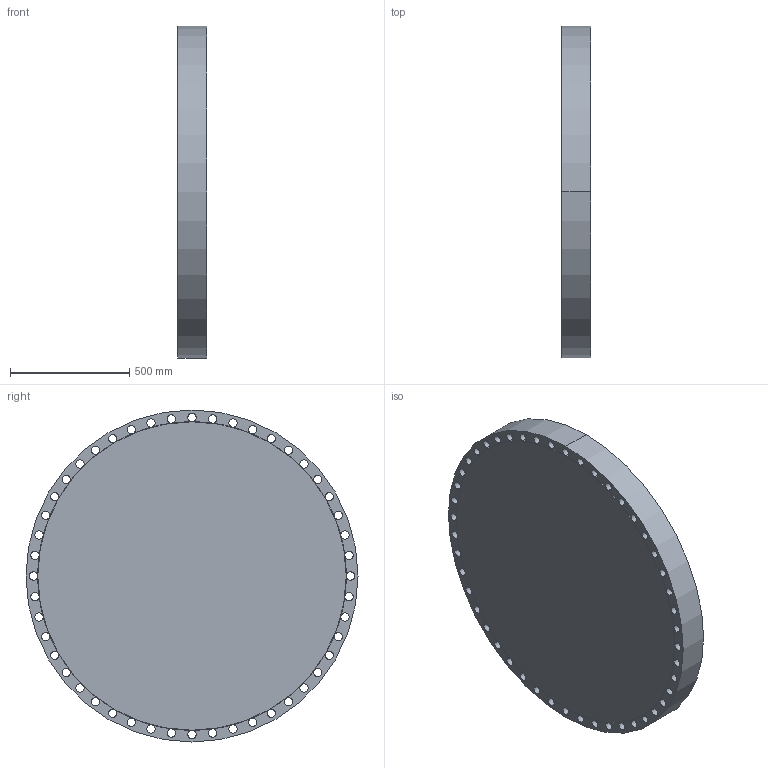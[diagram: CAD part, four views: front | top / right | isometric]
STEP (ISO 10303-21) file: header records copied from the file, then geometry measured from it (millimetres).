
FILE_DESCRIPTION (( 'STEP AP203' ), '1' );
FILE_NAME ('46_CL350_B161_RF_BLF.STEP', '2024-01-12T22:04:02', ( '' ), ( '' ), 'SwSTEP 2.0', 'SolidWorks 2023', '' );
FILE_SCHEMA (( 'CONFIG_CONTROL_DESIGN' ));
Length unit declared in the file: inch
Products named in the file (1): 46_CL350_B161_RF_BLF
Bounding box: 122.24 x 1390.65 x 1390.65 mm (x, y, z)
Volume: 179787819.5 mm3; surface area: 4114765.6 mm2
Topology: 1 solids, 1 shells, 103 faces, 391 edges, 243 vertices
Faces by surface type: cylinder 100, plane 3
Entity records: 4523 total; most frequent: DIRECTION 890, ORIENTED_EDGE 782, CARTESIAN_POINT 738, AXIS2_PLACEMENT_3D 395, EDGE_CURVE 391, CIRCLE 291, VERTEX_POINT 243, EDGE_LOOP 152
